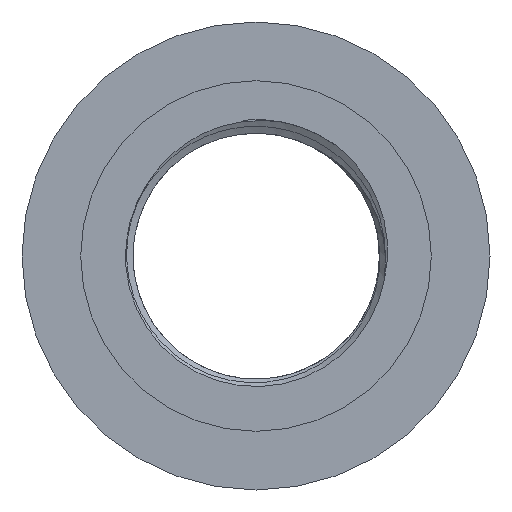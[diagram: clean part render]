
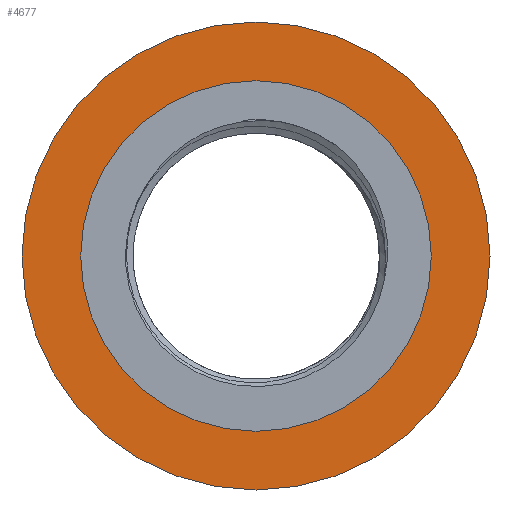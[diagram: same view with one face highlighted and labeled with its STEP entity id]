
A CAD part, left-side view. The second image highlights one B-rep face of the part: STEP entity #4677.
In plain terms, the highlighted planar face has unit normal (-1, 0, 0).
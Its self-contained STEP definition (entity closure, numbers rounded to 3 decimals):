
#44 = FACE_BOUND ( 'NONE', #519, .T. ) ;
#519 = EDGE_LOOP ( 'NONE', ( #2255 ) ) ;
#884 = DIRECTION ( 'NONE',  ( 0., 0., 1. ) ) ;
#951 = CARTESIAN_POINT ( 'NONE',  ( 0., 0., 27.5 ) ) ;
#1564 = CIRCLE ( 'NONE', #5149, 20.6 ) ;
#1631 = EDGE_CURVE ( 'NONE', #2842, #2842, #7538, .T. ) ;
#2198 = CARTESIAN_POINT ( 'NONE',  ( 0., 0., 0. ) ) ;
#2255 = ORIENTED_EDGE ( 'NONE', *, *, #6254, .T. ) ;
#2333 = AXIS2_PLACEMENT_3D ( 'NONE', #2198, #4074, #7966 ) ;
#2341 = VERTEX_POINT ( 'NONE', #6138 ) ;
#2842 = VERTEX_POINT ( 'NONE', #951 ) ;
#3220 = DIRECTION ( 'NONE',  ( 1., 0., 0. ) ) ;
#3421 = PLANE ( 'NONE',  #2333 ) ;
#4074 = DIRECTION ( 'NONE',  ( -1., 0., 0. ) ) ;
#4127 = CARTESIAN_POINT ( 'NONE',  ( 0., 0., 0. ) ) ;
#4677 = ADVANCED_FACE ( 'NONE', ( #44, #7738 ), #3421, .T. ) ;
#4800 = EDGE_LOOP ( 'NONE', ( #6713 ) ) ;
#5149 = AXIS2_PLACEMENT_3D ( 'NONE', #7059, #3220, #8392 ) ;
#6138 = CARTESIAN_POINT ( 'NONE',  ( 0., 0., -20.6 ) ) ;
#6254 = EDGE_CURVE ( 'NONE', #2341, #2341, #1564, .T. ) ;
#6713 = ORIENTED_EDGE ( 'NONE', *, *, #1631, .T. ) ;
#7059 = CARTESIAN_POINT ( 'NONE',  ( 0., 0., 0. ) ) ;
#7440 = AXIS2_PLACEMENT_3D ( 'NONE', #4127, #7988, #884 ) ;
#7538 = CIRCLE ( 'NONE', #7440, 27.5 ) ;
#7738 = FACE_OUTER_BOUND ( 'NONE', #4800, .T. ) ;
#7966 = DIRECTION ( 'NONE',  ( 0., 0., 1. ) ) ;
#7988 = DIRECTION ( 'NONE',  ( -1., 0., 0. ) ) ;
#8392 = DIRECTION ( 'NONE',  ( 0., 0., -1. ) ) ;
